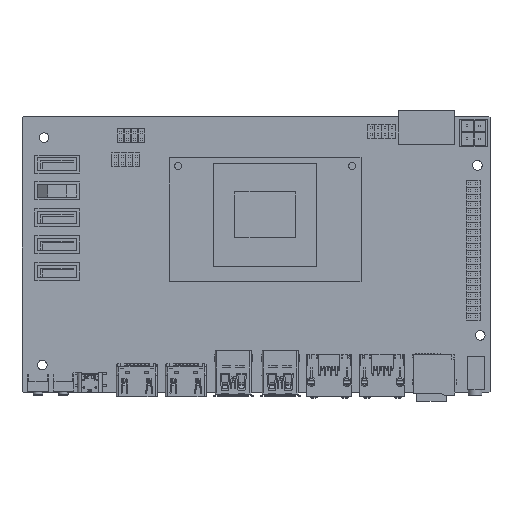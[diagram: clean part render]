
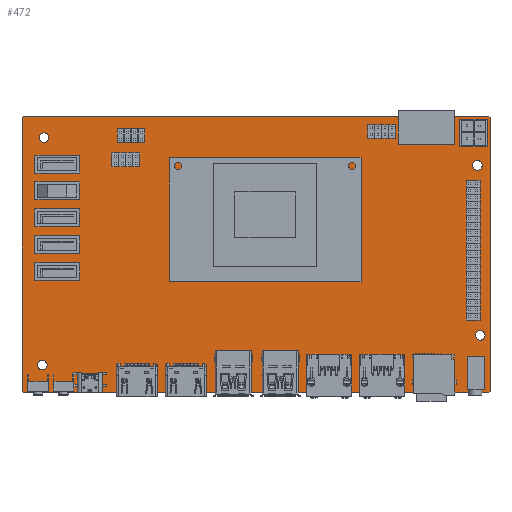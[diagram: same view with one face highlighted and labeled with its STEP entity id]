
A CAD part, top view. The second image highlights one B-rep face of the part: STEP entity #472.
In plain terms, the highlighted planar face has unit normal (0, 0, 1).
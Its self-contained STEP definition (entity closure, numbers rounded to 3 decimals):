
#105=DIRECTION('',(0.707,0.707,0.));
#106=VECTOR('',#105,0.707);
#107=CARTESIAN_POINT('',(-84.963,49.665,1.6));
#108=LINE('',#107,#106);
#109=DIRECTION('',(1.,0.,0.));
#110=VECTOR('',#109,168.926);
#111=CARTESIAN_POINT('',(-84.463,50.165,1.6));
#112=LINE('',#111,#110);
#113=DIRECTION('',(0.707,-0.707,0.));
#114=VECTOR('',#113,0.707);
#115=CARTESIAN_POINT('',(84.463,50.165,1.6));
#116=LINE('',#115,#114);
#117=DIRECTION('',(0.,-1.,0.));
#118=VECTOR('',#117,99.33);
#119=CARTESIAN_POINT('',(84.963,49.665,1.6));
#120=LINE('',#119,#118);
#121=DIRECTION('',(-0.707,-0.707,0.));
#122=VECTOR('',#121,0.707);
#123=CARTESIAN_POINT('',(84.963,-49.665,1.6));
#124=LINE('',#123,#122);
#125=DIRECTION('',(-1.,0.,0.));
#126=VECTOR('',#125,168.926);
#127=CARTESIAN_POINT('',(84.463,-50.165,1.6));
#128=LINE('',#127,#126);
#129=DIRECTION('',(-0.707,0.707,0.));
#130=VECTOR('',#129,0.707);
#131=CARTESIAN_POINT('',(-84.463,-50.165,1.6));
#132=LINE('',#131,#130);
#133=DIRECTION('',(0.,1.,0.));
#134=VECTOR('',#133,99.33);
#135=CARTESIAN_POINT('',(-84.963,-49.665,1.6));
#136=LINE('',#135,#134);
#137=CARTESIAN_POINT('',(-76.923,42.455,1.6));
#138=DIRECTION('',(0.,0.,1.));
#139=DIRECTION('',(1.,0.,0.));
#140=AXIS2_PLACEMENT_3D('',#137,#138,#139);
#142=CARTESIAN_POINT('',(-76.923,42.455,1.6));
#143=DIRECTION('',(0.,0.,1.));
#144=DIRECTION('',(-1.,0.,0.));
#145=AXIS2_PLACEMENT_3D('',#142,#143,#144);
#147=CARTESIAN_POINT('',(-77.6,-40.16,1.6));
#148=DIRECTION('',(0.,0.,1.));
#149=DIRECTION('',(1.,0.,0.));
#150=AXIS2_PLACEMENT_3D('',#147,#148,#149);
#152=CARTESIAN_POINT('',(-77.6,-40.16,1.6));
#153=DIRECTION('',(0.,0.,1.));
#154=DIRECTION('',(-1.,0.,0.));
#155=AXIS2_PLACEMENT_3D('',#152,#153,#154);
#157=CARTESIAN_POINT('',(81.41,-29.34,1.6));
#158=DIRECTION('',(0.,0.,1.));
#159=DIRECTION('',(1.,0.,0.));
#160=AXIS2_PLACEMENT_3D('',#157,#158,#159);
#162=CARTESIAN_POINT('',(81.41,-29.34,1.6));
#163=DIRECTION('',(0.,0.,1.));
#164=DIRECTION('',(-1.,0.,0.));
#165=AXIS2_PLACEMENT_3D('',#162,#163,#164);
#167=CARTESIAN_POINT('',(80.39,32.38,1.6));
#168=DIRECTION('',(0.,0.,1.));
#169=DIRECTION('',(1.,0.,0.));
#170=AXIS2_PLACEMENT_3D('',#167,#168,#169);
#172=CARTESIAN_POINT('',(80.39,32.38,1.6));
#173=DIRECTION('',(0.,0.,1.));
#174=DIRECTION('',(-1.,0.,0.));
#175=AXIS2_PLACEMENT_3D('',#172,#173,#174);
#241=CARTESIAN_POINT('',(-84.463,50.165,1.6));
#242=VERTEX_POINT('',#241);
#243=CARTESIAN_POINT('',(-84.963,49.665,1.6));
#244=VERTEX_POINT('',#243);
#245=CARTESIAN_POINT('',(84.463,50.165,1.6));
#246=VERTEX_POINT('',#245);
#247=CARTESIAN_POINT('',(84.963,49.665,1.6));
#248=VERTEX_POINT('',#247);
#249=CARTESIAN_POINT('',(84.963,-49.665,1.6));
#250=VERTEX_POINT('',#249);
#251=CARTESIAN_POINT('',(84.463,-50.165,1.6));
#252=VERTEX_POINT('',#251);
#253=CARTESIAN_POINT('',(-84.463,-50.165,1.6));
#254=VERTEX_POINT('',#253);
#255=CARTESIAN_POINT('',(-84.963,-49.665,1.6));
#256=VERTEX_POINT('',#255);
#257=CARTESIAN_POINT('',(-75.173,42.455,1.6));
#258=CARTESIAN_POINT('',(-78.673,42.455,1.6));
#259=VERTEX_POINT('',#257);
#260=VERTEX_POINT('',#258);
#261=CARTESIAN_POINT('',(-75.85,-40.16,1.6));
#262=CARTESIAN_POINT('',(-79.35,-40.16,1.6));
#263=VERTEX_POINT('',#261);
#264=VERTEX_POINT('',#262);
#265=CARTESIAN_POINT('',(83.16,-29.34,1.6));
#266=CARTESIAN_POINT('',(79.66,-29.34,1.6));
#267=VERTEX_POINT('',#265);
#268=VERTEX_POINT('',#266);
#269=CARTESIAN_POINT('',(82.14,32.38,1.6));
#270=CARTESIAN_POINT('',(78.64,32.38,1.6));
#271=VERTEX_POINT('',#269);
#272=VERTEX_POINT('',#270);
#433=CARTESIAN_POINT('',(0.,0.,1.6));
#434=DIRECTION('',(0.,0.,1.));
#435=DIRECTION('',(1.,0.,0.));
#436=AXIS2_PLACEMENT_3D('',#433,#434,#435);
#437=PLANE('',#436);
#438=ORIENTED_EDGE('',*,*,#329,.T.);
#439=ORIENTED_EDGE('',*,*,#345,.T.);
#440=ORIENTED_EDGE('',*,*,#358,.T.);
#441=ORIENTED_EDGE('',*,*,#371,.T.);
#442=ORIENTED_EDGE('',*,*,#386,.T.);
#443=ORIENTED_EDGE('',*,*,#399,.T.);
#444=ORIENTED_EDGE('',*,*,#414,.T.);
#445=ORIENTED_EDGE('',*,*,#426,.T.);
#446=EDGE_LOOP('',(#438,#439,#440,#441,#442,#443,#444,#445));
#447=FACE_OUTER_BOUND('',#446,.F.);
#449=ORIENTED_EDGE('',*,*,#448,.T.);
#451=ORIENTED_EDGE('',*,*,#450,.T.);
#452=EDGE_LOOP('',(#449,#451));
#453=FACE_BOUND('',#452,.F.);
#455=ORIENTED_EDGE('',*,*,#454,.T.);
#457=ORIENTED_EDGE('',*,*,#456,.T.);
#458=EDGE_LOOP('',(#455,#457));
#459=FACE_BOUND('',#458,.F.);
#461=ORIENTED_EDGE('',*,*,#460,.T.);
#463=ORIENTED_EDGE('',*,*,#462,.T.);
#464=EDGE_LOOP('',(#461,#463));
#465=FACE_BOUND('',#464,.F.);
#467=ORIENTED_EDGE('',*,*,#466,.T.);
#469=ORIENTED_EDGE('',*,*,#468,.T.);
#470=EDGE_LOOP('',(#467,#469));
#471=FACE_BOUND('',#470,.F.);
#141=CIRCLE('',#140,1.75);
#146=CIRCLE('',#145,1.75);
#151=CIRCLE('',#150,1.75);
#156=CIRCLE('',#155,1.75);
#161=CIRCLE('',#160,1.75);
#166=CIRCLE('',#165,1.75);
#171=CIRCLE('',#170,1.75);
#176=CIRCLE('',#175,1.75);
#329=EDGE_CURVE('',#244,#242,#108,.T.);
#345=EDGE_CURVE('',#242,#246,#112,.T.);
#358=EDGE_CURVE('',#246,#248,#116,.T.);
#371=EDGE_CURVE('',#248,#250,#120,.T.);
#386=EDGE_CURVE('',#250,#252,#124,.T.);
#399=EDGE_CURVE('',#252,#254,#128,.T.);
#414=EDGE_CURVE('',#254,#256,#132,.T.);
#426=EDGE_CURVE('',#256,#244,#136,.T.);
#448=EDGE_CURVE('',#259,#260,#141,.T.);
#450=EDGE_CURVE('',#260,#259,#146,.T.);
#454=EDGE_CURVE('',#263,#264,#151,.T.);
#456=EDGE_CURVE('',#264,#263,#156,.T.);
#460=EDGE_CURVE('',#267,#268,#161,.T.);
#462=EDGE_CURVE('',#268,#267,#166,.T.);
#466=EDGE_CURVE('',#271,#272,#171,.T.);
#468=EDGE_CURVE('',#272,#271,#176,.T.);
#472=ADVANCED_FACE('',(#447,#453,#459,#465,#471),#437,.T.);
